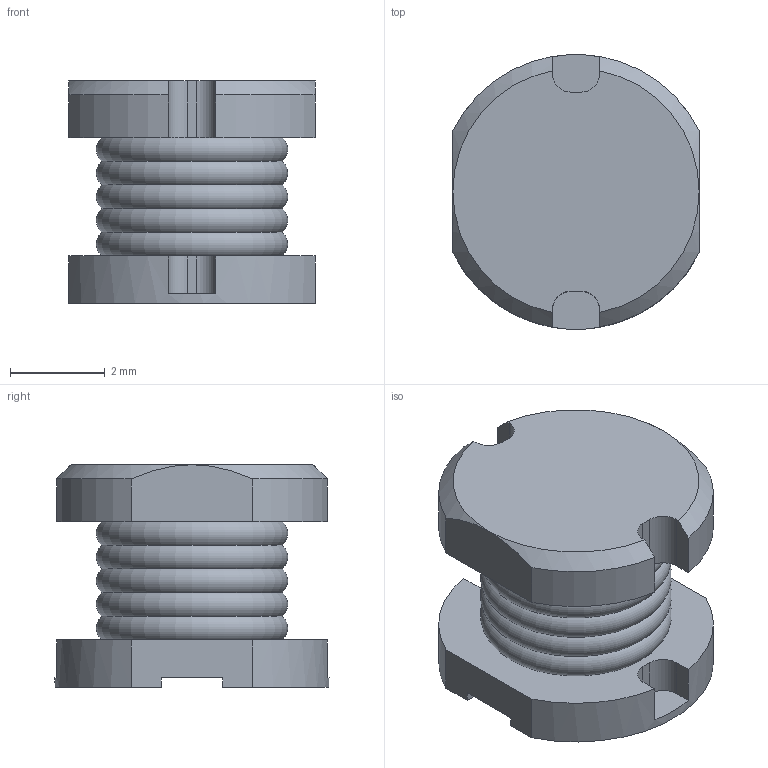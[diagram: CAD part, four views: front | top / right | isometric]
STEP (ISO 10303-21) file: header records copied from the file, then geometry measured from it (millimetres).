
FILE_DESCRIPTION(('FreeCAD Model'),'2;1');
FILE_NAME('Inductor_CD54.step', '2020-03-23T19:03:20',('Author'),(''), 'Open CASCADE STEP processor 7.3','FreeCAD','Unknown');
FILE_SCHEMA(('AUTOMOTIVE_DESIGN { 1 0 10303 214 1 1 1 1 }'));
Length unit declared in the file: millimetre
Products named in the file (1): Pad008
Bounding box: 5.2 x 5.79 x 4.7 mm (x, y, z)
Volume: 82 mm3; surface area: 155 mm2
Topology: 1 solids, 1 shells, 49 faces, 129 edges, 84 vertices
Faces by surface type: plane 26, cylinder 14, torus 5, cone 4
Entity records: 1887 total; most frequent: DIRECTION 284, CARTESIAN_POINT 263, ORIENTED_EDGE 258, EDGE_CURVE 129, AXIS2_PLACEMENT_3D 105, VERTEX_POINT 84, LINE 74, VECTOR 74
